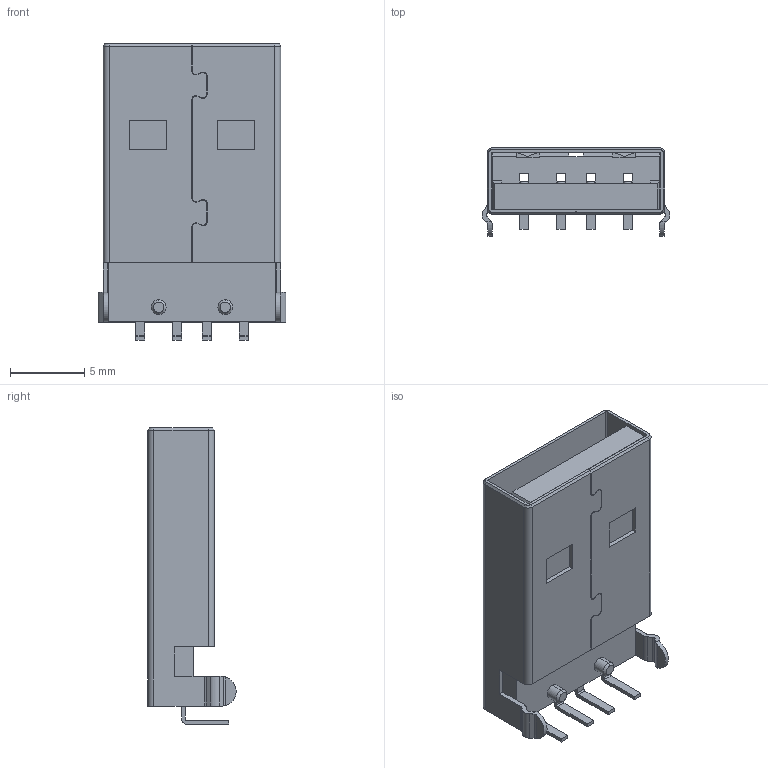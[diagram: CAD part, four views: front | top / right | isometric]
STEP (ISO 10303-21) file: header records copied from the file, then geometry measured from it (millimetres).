
FILE_DESCRIPTION (( 'STEP AP214' ), '1' );
FILE_NAME ('480370001_shiny.STEP', '2022-09-14T21:07:05', ( '' ), ( '' ), 'SwSTEP 2.0', 'SolidWorks 2021', '' );
FILE_SCHEMA (( 'AUTOMOTIVE_DESIGN' ));
Length unit declared in the file: millimetre
Products named in the file (1): 480370001_shiny
Bounding box: 12.7 x 5.97 x 20.02 mm (x, y, z)
Volume: 700.4 mm3; surface area: 1872.7 mm2
Topology: 1 solids, 1 shells, 304 faces, 869 edges, 566 vertices
Faces by surface type: plane 220, cylinder 68, bspline 8, cone 8
Entity records: 10107 total; most frequent: CARTESIAN_POINT 2020, ORIENTED_EDGE 1738, DIRECTION 1599, EDGE_CURVE 869, VECTOR 701, LINE 701, VERTEX_POINT 566, AXIS2_PLACEMENT_3D 449
